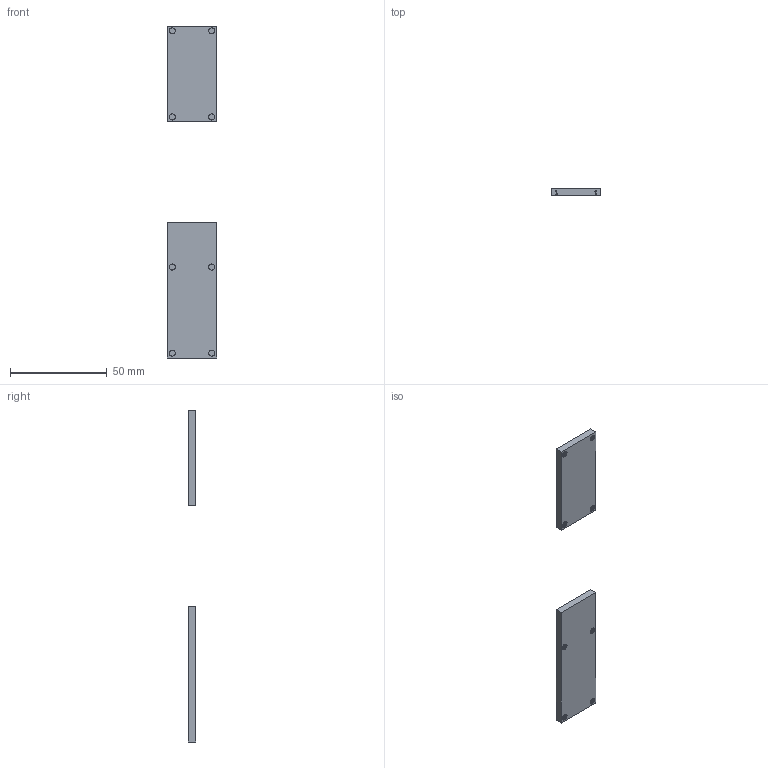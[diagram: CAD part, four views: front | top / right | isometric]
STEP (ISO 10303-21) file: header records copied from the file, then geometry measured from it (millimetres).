
FILE_DESCRIPTION (( 'STEP AP214' ), '1' );
FILE_NAME ('TopPanel.STEP', '2026-02-13T06:05:34', ( '' ), ( '' ), 'SwSTEP 2.0', 'SolidWorks 2023', '' );
FILE_SCHEMA (( 'AUTOMOTIVE_DESIGN' ));
Length unit declared in the file: inch
Products named in the file (1): TopPanel
Bounding box: 25.4 x 3.81 x 171.45 mm (x, y, z)
Volume: 11363.7 mm3; surface area: 7747.4 mm2
Topology: 2 solids, 2 shells, 148 faces, 368 edges, 232 vertices
Faces by surface type: cylinder 80, plane 36, bspline 32
Entity records: 12908 total; most frequent: CARTESIAN_POINT 10039, ORIENTED_EDGE 736, DIRECTION 418, EDGE_CURVE 368, VERTEX_POINT 232, AXIS2_PLACEMENT_3D 159, EDGE_LOOP 156, ADVANCED_FACE 148
